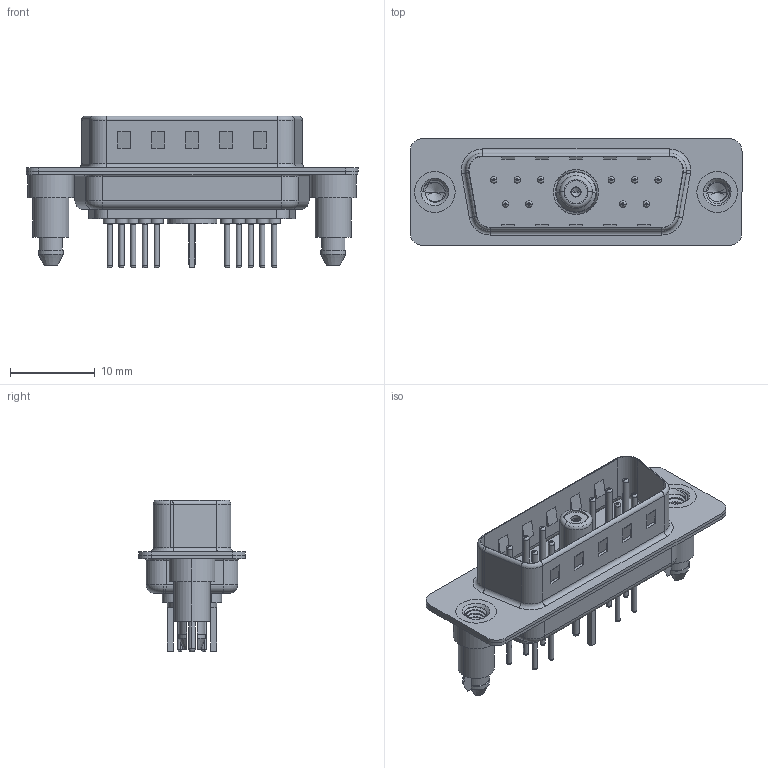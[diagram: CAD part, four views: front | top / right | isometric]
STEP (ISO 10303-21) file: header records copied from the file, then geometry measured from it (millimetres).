
FILE_DESCRIPTION (( 'STEP AP203' ), '1' );
FILE_NAME ('627-11W1624-5ND.STEP', '2019-05-25T17:30:42', ( '' ), ( '' ), 'SwSTEP 2.0', 'SolidWorks 2016', '' );
FILE_SCHEMA (( 'CONFIG_CONTROL_DESIGN' ));
Length unit declared in the file: millimetre
Products named in the file (14): 627Combo Contact Row 2_24; Co-Ax Jack_Straight PC Tail; 627-11W1624-5ND; Insulator Socket; Insulator Socket 2; Locking Collar; Socket_Str; 627Combo Housing_11W1; Co-Ax Jack Assy_S; 627Combo Shell Rear_15 Contacts; 627Combo Threaded Boardlock_5; 627Combo Shell Front_15 Contacts; 627Combo Contact Row 1_24; 627Combo Threaded Boardlock_D
Assembly tree (21 placements, depth 3):
  627-11W1624-5ND
    627Combo Housing_11W1
    627Combo Shell Rear_15 Contacts
    627Combo Shell Front_15 Contacts
    627Combo Threaded Boardlock_D
    Co-Ax Jack Assy_S
      Co-Ax Jack_Straight PC Tail
      Insulator Socket
      Insulator Socket 2
      Locking Collar
      Socket_Str
    627Combo Threaded Boardlock_5
    627Combo Contact Row 1_24  x6
    627Combo Contact Row 2_24  x4
Bounding box: 39.15 x 12.6 x 17.9 mm (x, y, z)
Volume: 1998.8 mm3; surface area: 5530.2 mm2
Topology: 20 solids, 23 shells, 892 faces, 2019 edges, 1246 vertices
Faces by surface type: cylinder 364, plane 281, torus 214, cone 22, bspline 9, sphere 2
Entity records: 24628 total; most frequent: CARTESIAN_POINT 7358, DIRECTION 3439, ORIENTED_EDGE 3122, EDGE_CURVE 1561, AXIS2_PLACEMENT_3D 1351, VERTEX_POINT 990, EDGE_LOOP 779, VECTOR 737
